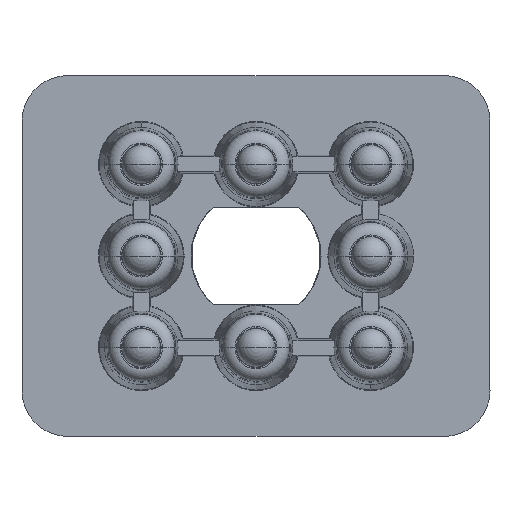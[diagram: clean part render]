
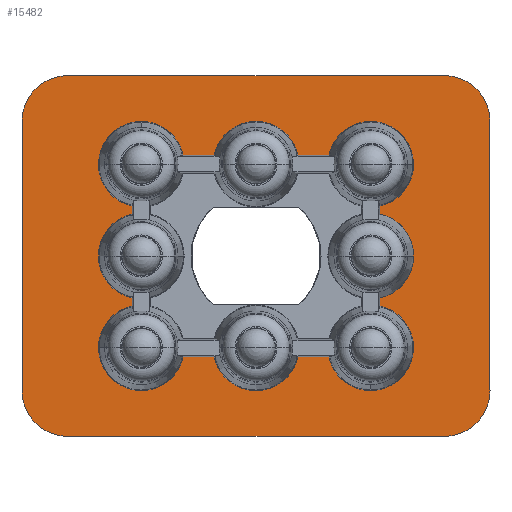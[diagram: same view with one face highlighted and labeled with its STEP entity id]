
A CAD part, front view. The second image highlights one B-rep face of the part: STEP entity #15482.
In plain terms, the highlighted planar face has unit normal (0, -1, 0).
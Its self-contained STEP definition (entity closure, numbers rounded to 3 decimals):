
#5907=DIRECTION('',(0.,0.,-1.));
#5908=VECTOR('',#5907,0.53);
#5909=CARTESIAN_POINT('',(-8.1,-2.7,3.265));
#5910=LINE('',#5909,#5908);
#5919=CARTESIAN_POINT('',(-8.1,-2.7,3.265));
#5952=CARTESIAN_POINT('',(-8.1,-2.7,-3.265));
#5962=DIRECTION('',(0.,0.,-1.));
#5963=VECTOR('',#5962,0.53);
#5964=CARTESIAN_POINT('',(-8.1,-2.7,-2.735));
#5965=LINE('',#5964,#5963);
#5974=CARTESIAN_POINT('',(-8.1,-2.7,-2.735));
#6879=CARTESIAN_POINT('',(-4.765,-2.7,
6.6));
#6889=DIRECTION('',(-1.,0.,0.));
#6890=VECTOR('',#6889,2.03);
#6891=CARTESIAN_POINT('',(-2.735,-2.7,
6.6));
#6892=LINE('',#6891,#6890);
#6901=CARTESIAN_POINT('',(-2.735,-2.7,
6.6));
#6934=CARTESIAN_POINT('',(2.735,-2.7,6.6));
#6944=DIRECTION('',(-1.,0.,0.));
#6945=VECTOR('',#6944,2.03);
#6946=CARTESIAN_POINT('',(4.765,-2.7,6.6));
#6947=LINE('',#6946,#6945);
#6956=CARTESIAN_POINT('',(4.765,-2.7,6.6));
#6986=CARTESIAN_POINT('',(7.5,-2.7,6.));
#6987=DIRECTION('',(0.,1.,0.));
#6988=DIRECTION('',(-0.977,0.,0.214));
#6989=AXIS2_PLACEMENT_3D('',#6986,#6987,#6988);
#6994=CARTESIAN_POINT('',(12.3,-2.7,-8.8));
#6995=DIRECTION('',(0.,-1.,0.));
#6996=DIRECTION('',(0.,0.,-1.));
#6997=AXIS2_PLACEMENT_3D('',#6994,#6995,#6996);
#7002=CARTESIAN_POINT('',(-12.3,-2.7,-8.8));
#7003=DIRECTION('',(0.,-1.,0.));
#7004=DIRECTION('',(-1.,0.,0.));
#7005=AXIS2_PLACEMENT_3D('',#7002,#7003,#7004);
#7010=CARTESIAN_POINT('',(-12.3,-2.7,8.8));
#7011=DIRECTION('',(0.,-1.,0.));
#7012=DIRECTION('',(0.,0.,1.));
#7013=AXIS2_PLACEMENT_3D('',#7010,#7011,#7012);
#7018=CARTESIAN_POINT('',(12.3,-2.7,8.8));
#7019=DIRECTION('',(0.,-1.,0.));
#7020=DIRECTION('',(1.,0.,0.));
#7021=AXIS2_PLACEMENT_3D('',#7018,#7019,#7020);
#7026=CARTESIAN_POINT('',(0.,-2.7,-6.));
#7027=DIRECTION('',(0.,1.,0.));
#7028=DIRECTION('',(0.977,0.,-0.214));
#7029=AXIS2_PLACEMENT_3D('',#7026,#7027,#7028);
#7034=CARTESIAN_POINT('',(7.5,-2.7,0.));
#7035=DIRECTION('',(0.,1.,0.));
#7036=DIRECTION('',(1.,0.,0.));
#7037=AXIS2_PLACEMENT_3D('',#7034,#7035,#7036);
#7042=CARTESIAN_POINT('',(7.5,-2.7,0.));
#7043=DIRECTION('',(0.,1.,0.));
#7044=DIRECTION('',(0.214,0.,0.977));
#7045=AXIS2_PLACEMENT_3D('',#7042,#7043,#7044);
#7050=CARTESIAN_POINT('',(0.,-2.7,6.));
#7051=DIRECTION('',(0.,1.,0.));
#7052=DIRECTION('',(-0.977,0.,0.214));
#7053=AXIS2_PLACEMENT_3D('',#7050,#7051,#7052);
#7058=CARTESIAN_POINT('',(-7.5,-2.7,0.));
#7059=DIRECTION('',(0.,-1.,0.));
#7060=DIRECTION('',(-0.214,0.,0.977));
#7061=AXIS2_PLACEMENT_3D('',#7058,#7059,#7060);
#7108=DIRECTION('',(-1.,0.,0.));
#7109=VECTOR('',#7108,24.6);
#7110=CARTESIAN_POINT('',(12.3,-2.7,
-11.8));
#7111=LINE('',#7110,#7109);
#7255=DIRECTION('',(0.,0.,1.));
#7256=VECTOR('',#7255,17.6);
#7257=CARTESIAN_POINT('',(-15.3,-2.7,
-8.8));
#7258=LINE('',#7257,#7256);
#7339=DIRECTION('',(1.,0.,0.));
#7340=VECTOR('',#7339,24.6);
#7341=CARTESIAN_POINT('',(-12.3,-2.7,
11.8));
#7342=LINE('',#7341,#7340);
#7458=DIRECTION('',(0.,0.,-1.));
#7459=VECTOR('',#7458,17.6);
#7460=CARTESIAN_POINT('',(15.3,-2.7,8.8));
#7461=LINE('',#7460,#7459);
#7774=CARTESIAN_POINT('',(-7.5,-2.7,-6.));
#7775=DIRECTION('',(0.,1.,0.));
#7776=DIRECTION('',(0.977,0.,-0.214));
#7777=AXIS2_PLACEMENT_3D('',#7774,#7775,#7776);
#7807=CARTESIAN_POINT('',(-2.735,-2.7,
-6.6));
#7817=DIRECTION('',(1.,0.,0.));
#7818=VECTOR('',#7817,2.03);
#7819=CARTESIAN_POINT('',(-4.765,-2.7,
-6.6));
#7820=LINE('',#7819,#7818);
#7829=CARTESIAN_POINT('',(-4.765,-2.7,
-6.6));
#7872=DIRECTION('',(1.,0.,0.));
#7873=VECTOR('',#7872,2.03);
#7874=CARTESIAN_POINT('',(2.735,-2.7,
-6.6));
#7875=LINE('',#7874,#7873);
#7884=CARTESIAN_POINT('',(2.735,-2.7,
-6.6));
#8286=CARTESIAN_POINT('',(8.1,-2.7,-2.735));
#8294=DIRECTION('',(0.,0.,1.));
#8295=VECTOR('',#8294,0.53);
#8296=CARTESIAN_POINT('',(8.1,-2.7,-3.265));
#8297=LINE('',#8296,#8295);
#8336=CARTESIAN_POINT('',(7.5,-2.7,-6.));
#8337=DIRECTION('',(0.,1.,0.));
#8338=DIRECTION('',(0.214,0.,0.977));
#8339=AXIS2_PLACEMENT_3D('',#8336,#8337,#8338);
#8416=DIRECTION('',(0.,0.,1.));
#8417=VECTOR('',#8416,0.53);
#8418=CARTESIAN_POINT('',(8.1,-2.7,2.735));
#8419=LINE('',#8418,#8417);
#8426=CARTESIAN_POINT('',(8.1,-2.7,2.735));
#8531=CARTESIAN_POINT('',(-7.5,-2.7,6.));
#8532=DIRECTION('',(0.,1.,0.));
#8533=DIRECTION('',(-0.214,0.,-0.977));
#8534=AXIS2_PLACEMENT_3D('',#8531,#8532,#8533);
#8650=CARTESIAN_POINT('',(10.3,-2.7,0.));
#8652=VERTEX_POINT('',#8650);
#8669=CARTESIAN_POINT('',(-15.3,-2.7,
-8.8));
#8671=VERTEX_POINT('',#8669);
#8675=CARTESIAN_POINT('',(-12.3,-2.7,-11.8));
#8676=VERTEX_POINT('',#8675);
#8681=CARTESIAN_POINT('',(-12.3,-2.7,
11.8));
#8682=VERTEX_POINT('',#8681);
#8683=CARTESIAN_POINT('',(-15.3,-2.7,8.8));
#8684=VERTEX_POINT('',#8683);
#8685=CARTESIAN_POINT('',(12.3,-2.7,11.8));
#8687=VERTEX_POINT('',#8685);
#8691=CARTESIAN_POINT('',(15.3,-2.7,8.8));
#8692=VERTEX_POINT('',#8691);
#8693=CARTESIAN_POINT('',(12.3,-2.7,
-11.8));
#8694=CARTESIAN_POINT('',(15.3,-2.7,-8.8));
#8695=VERTEX_POINT('',#8693);
#8696=VERTEX_POINT('',#8694);
#9184=VERTEX_POINT('',#8426);
#9185=VERTEX_POINT('',#8286);
#9270=VERTEX_POINT('',#5952);
#9273=VERTEX_POINT('',#7829);
#9275=VERTEX_POINT('',#7884);
#9278=VERTEX_POINT('',#7807);
#9284=VERTEX_POINT('',#5919);
#9285=VERTEX_POINT('',#6879);
#9289=VERTEX_POINT('',#6901);
#9290=VERTEX_POINT('',#6934);
#9311=CARTESIAN_POINT('',(8.1,-2.7,3.265));
#9312=VERTEX_POINT('',#9311);
#9314=VERTEX_POINT('',#6956);
#9316=CARTESIAN_POINT('',(-8.1,-2.7,2.735));
#9317=VERTEX_POINT('',#9316);
#9319=VERTEX_POINT('',#5974);
#9320=CARTESIAN_POINT('',(8.1,-2.7,-3.265));
#9321=VERTEX_POINT('',#9320);
#9322=CARTESIAN_POINT('',(4.765,-2.7,
-6.6));
#9323=VERTEX_POINT('',#9322);
#15428=CARTESIAN_POINT('',(-13.031,-2.7,
1.4));
#15429=DIRECTION('',(0.,1.,0.));
#15430=DIRECTION('',(1.,0.,0.));
#15431=AXIS2_PLACEMENT_3D('',#15428,#15429,#15430);
#15432=PLANE('',#15431);
#15434=ORIENTED_EDGE('',*,*,#15433,.F.);
#15436=ORIENTED_EDGE('',*,*,#15435,.T.);
#15438=ORIENTED_EDGE('',*,*,#15437,.F.);
#15440=ORIENTED_EDGE('',*,*,#15439,.T.);
#15442=ORIENTED_EDGE('',*,*,#15441,.F.);
#15444=ORIENTED_EDGE('',*,*,#15443,.T.);
#15446=ORIENTED_EDGE('',*,*,#15445,.F.);
#15448=ORIENTED_EDGE('',*,*,#15447,.T.);
#15449=EDGE_LOOP('',(#15434,#15436,#15438,#15440,#15442,#15444,#15446,#15448));
#15450=FACE_OUTER_BOUND('',#15449,.F.);
#15451=ORIENTED_EDGE('',*,*,#14647,.T.);
#15453=ORIENTED_EDGE('',*,*,#15452,.F.);
#15455=ORIENTED_EDGE('',*,*,#15454,.T.);
#15457=ORIENTED_EDGE('',*,*,#15456,.F.);
#15459=ORIENTED_EDGE('',*,*,#15458,.T.);
#15461=ORIENTED_EDGE('',*,*,#15460,.F.);
#15463=ORIENTED_EDGE('',*,*,#15462,.T.);
#15465=ORIENTED_EDGE('',*,*,#15464,.F.);
#15467=ORIENTED_EDGE('',*,*,#15466,.F.);
#15469=ORIENTED_EDGE('',*,*,#15468,.T.);
#15470=ORIENTED_EDGE('',*,*,#15417,.F.);
#15471=ORIENTED_EDGE('',*,*,#15390,.T.);
#15473=ORIENTED_EDGE('',*,*,#15472,.F.);
#15474=ORIENTED_EDGE('',*,*,#15357,.T.);
#15476=ORIENTED_EDGE('',*,*,#15475,.F.);
#15477=ORIENTED_EDGE('',*,*,#14611,.T.);
#15479=ORIENTED_EDGE('',*,*,#15478,.T.);
#15480=EDGE_LOOP('',(#15451,#15453,#15455,#15457,#15459,#15461,#15463,#15465,
#15467,#15469,#15470,#15471,#15473,#15474,#15476,#15477,#15479));
#15481=FACE_BOUND('',#15480,.F.);
#6990=CIRCLE('',#6989,2.8);
#6998=CIRCLE('',#6997,3.);
#7006=CIRCLE('',#7005,3.);
#7014=CIRCLE('',#7013,3.);
#7022=CIRCLE('',#7021,3.);
#7030=CIRCLE('',#7029,2.8);
#7038=CIRCLE('',#7037,2.8);
#7046=CIRCLE('',#7045,2.8);
#7054=CIRCLE('',#7053,2.8);
#7062=CIRCLE('',#7061,2.8);
#7778=CIRCLE('',#7777,2.8);
#8340=CIRCLE('',#8339,2.8);
#8535=CIRCLE('',#8534,2.8);
#14611=EDGE_CURVE('',#9284,#9317,#5910,.T.);
#14647=EDGE_CURVE('',#9319,#9270,#5965,.T.);
#15357=EDGE_CURVE('',#9289,#9285,#6892,.T.);
#15390=EDGE_CURVE('',#9314,#9290,#6947,.T.);
#15417=EDGE_CURVE('',#9314,#9312,#6990,.T.);
#15433=EDGE_CURVE('',#8695,#8696,#6998,.T.);
#15435=EDGE_CURVE('',#8695,#8676,#7111,.T.);
#15437=EDGE_CURVE('',#8671,#8676,#7006,.T.);
#15439=EDGE_CURVE('',#8671,#8684,#7258,.T.);
#15441=EDGE_CURVE('',#8682,#8684,#7014,.T.);
#15443=EDGE_CURVE('',#8682,#8687,#7342,.T.);
#15445=EDGE_CURVE('',#8692,#8687,#7022,.T.);
#15447=EDGE_CURVE('',#8692,#8696,#7461,.T.);
#15452=EDGE_CURVE('',#9273,#9270,#7778,.T.);
#15454=EDGE_CURVE('',#9273,#9278,#7820,.T.);
#15456=EDGE_CURVE('',#9275,#9278,#7030,.T.);
#15458=EDGE_CURVE('',#9275,#9323,#7875,.T.);
#15460=EDGE_CURVE('',#9321,#9323,#8340,.T.);
#15462=EDGE_CURVE('',#9321,#9185,#8297,.T.);
#15464=EDGE_CURVE('',#8652,#9185,#7038,.T.);
#15466=EDGE_CURVE('',#9184,#8652,#7046,.T.);
#15468=EDGE_CURVE('',#9184,#9312,#8419,.T.);
#15472=EDGE_CURVE('',#9289,#9290,#7054,.T.);
#15475=EDGE_CURVE('',#9284,#9285,#8535,.T.);
#15478=EDGE_CURVE('',#9317,#9319,#7062,.T.);
#15482=ADVANCED_FACE('',(#15450,#15481),#15432,.F.);
